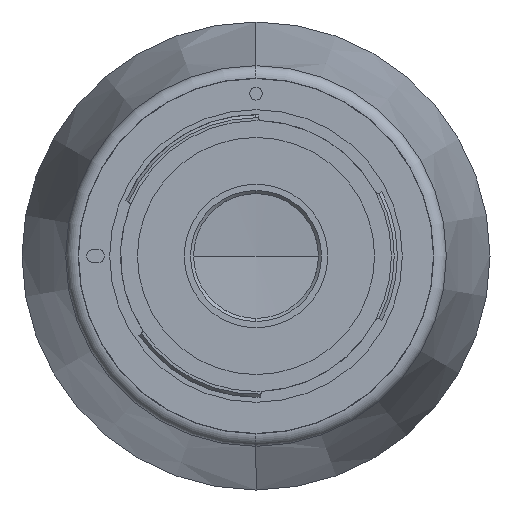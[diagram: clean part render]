
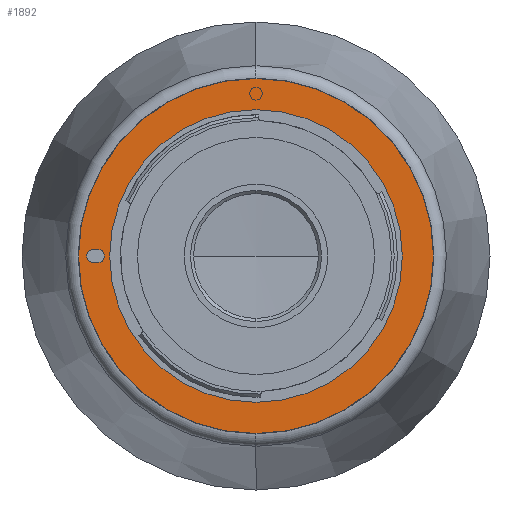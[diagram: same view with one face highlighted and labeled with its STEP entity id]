
A CAD part, left-side view. The second image highlights one B-rep face of the part: STEP entity #1892.
In plain terms, the highlighted planar face has unit normal (-1, 0, 0).
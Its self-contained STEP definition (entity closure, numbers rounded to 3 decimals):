
#262 = FACE_OUTER_BOUND ( 'NONE', #5855, .T. ) ;
#360 = DIRECTION ( 'NONE',  ( 0., 0., -1. ) ) ;
#452 = CARTESIAN_POINT ( 'NONE',  ( -59.587, 0., -23.45 ) ) ;
#739 = CARTESIAN_POINT ( 'NONE',  ( -59.587, 0., 28.45 ) ) ;
#761 = DIRECTION ( 'NONE',  ( 1., 0., 0. ) ) ;
#833 = CARTESIAN_POINT ( 'NONE',  ( -59.587, 0., -28.45 ) ) ;
#891 = LINE ( 'NONE', #6098, #3431 ) ;
#903 = EDGE_CURVE ( 'NONE', #1880, #3678, #4680, .T. ) ;
#912 = CARTESIAN_POINT ( 'NONE',  ( -59.587, 0., 0. ) ) ;
#1000 = AXIS2_PLACEMENT_3D ( 'NONE', #6419, #3388, #360 ) ;
#1003 = VERTEX_POINT ( 'NONE', #3800 ) ;
#1033 = EDGE_CURVE ( 'NONE', #3806, #3461, #6099, .T. ) ;
#1085 = DIRECTION ( 'NONE',  ( -1., 0., 0. ) ) ;
#1315 = CIRCLE ( 'NONE', #1408, 1.05 ) ;
#1324 = DIRECTION ( 'NONE',  ( -1., 0., 0. ) ) ;
#1357 = VERTEX_POINT ( 'NONE', #1622 ) ;
#1385 = EDGE_CURVE ( 'NONE', #1003, #6468, #6146, .T. ) ;
#1408 = AXIS2_PLACEMENT_3D ( 'NONE', #5593, #2565, #6105 ) ;
#1444 = DIRECTION ( 'NONE',  ( 0., 0., -1. ) ) ;
#1537 = VERTEX_POINT ( 'NONE', #2273 ) ;
#1622 = CARTESIAN_POINT ( 'NONE',  ( -59.587, 26.05, -1.05 ) ) ;
#1880 = VERTEX_POINT ( 'NONE', #739 ) ;
#1892 = ADVANCED_FACE ( 'NONE', ( #4155, #5655, #262 ), #4782, .F. ) ;
#1952 = EDGE_CURVE ( 'NONE', #3678, #1880, #2320, .T. ) ;
#2133 = ORIENTED_EDGE ( 'NONE', *, *, #1033, .F. ) ;
#2227 = AXIS2_PLACEMENT_3D ( 'NONE', #912, #4454, #1444 ) ;
#2260 = VECTOR ( 'NONE', #4644, 1000. ) ;
#2273 = CARTESIAN_POINT ( 'NONE',  ( -59.587, 25.35, -1.05 ) ) ;
#2320 = CIRCLE ( 'NONE', #5676, 28.45 ) ;
#2408 = CARTESIAN_POINT ( 'NONE',  ( -59.587, 26.05, 1.05 ) ) ;
#2565 = DIRECTION ( 'NONE',  ( -1., 0., 0. ) ) ;
#2643 = ORIENTED_EDGE ( 'NONE', *, *, #4937, .F. ) ;
#2771 = EDGE_CURVE ( 'NONE', #1537, #1003, #1315, .T. ) ;
#2774 = ORIENTED_EDGE ( 'NONE', *, *, #3765, .F. ) ;
#2820 = DIRECTION ( 'NONE',  ( -1., 0., 0. ) ) ;
#2924 = ORIENTED_EDGE ( 'NONE', *, *, #4553, .F. ) ;
#3388 = DIRECTION ( 'NONE',  ( -1., 0., 0. ) ) ;
#3431 = VECTOR ( 'NONE', #5590, 1000. ) ;
#3461 = VERTEX_POINT ( 'NONE', #6115 ) ;
#3657 = ORIENTED_EDGE ( 'NONE', *, *, #1952, .T. ) ;
#3678 = VERTEX_POINT ( 'NONE', #833 ) ;
#3765 = EDGE_CURVE ( 'NONE', #3461, #3806, #4024, .T. ) ;
#3781 = CARTESIAN_POINT ( 'NONE',  ( -59.587, -23.45, 0. ) ) ;
#3800 = CARTESIAN_POINT ( 'NONE',  ( -59.587, 25.35, 1.05 ) ) ;
#3806 = VERTEX_POINT ( 'NONE', #452 ) ;
#4024 = CIRCLE ( 'NONE', #2227, 23.45 ) ;
#4050 = ORIENTED_EDGE ( 'NONE', *, *, #903, .T. ) ;
#4129 = CARTESIAN_POINT ( 'NONE',  ( -59.587, 26.05, 0. ) ) ;
#4155 = FACE_BOUND ( 'NONE', #6246, .T. ) ;
#4289 = DIRECTION ( 'NONE',  ( 0., 0., 1. ) ) ;
#4347 = CARTESIAN_POINT ( 'NONE',  ( -59.587, 0., 0. ) ) ;
#4454 = DIRECTION ( 'NONE',  ( -1., 0., 0. ) ) ;
#4553 = EDGE_CURVE ( 'NONE', #1357, #1537, #891, .T. ) ;
#4588 = AXIS2_PLACEMENT_3D ( 'NONE', #4129, #1085, #4635 ) ;
#4635 = DIRECTION ( 'NONE',  ( 0., 0., -1. ) ) ;
#4644 = DIRECTION ( 'NONE',  ( 0., 1., 0. ) ) ;
#4662 = EDGE_LOOP ( 'NONE', ( #2133, #2774 ) ) ;
#4680 = CIRCLE ( 'NONE', #1000, 28.45 ) ;
#4782 = PLANE ( 'NONE',  #4997 ) ;
#4863 = DIRECTION ( 'NONE',  ( 0., 0., -1. ) ) ;
#4937 = EDGE_CURVE ( 'NONE', #6468, #1357, #5473, .T. ) ;
#4963 = ORIENTED_EDGE ( 'NONE', *, *, #2771, .F. ) ;
#4997 = AXIS2_PLACEMENT_3D ( 'NONE', #3781, #761, #4289 ) ;
#5174 = CARTESIAN_POINT ( 'NONE',  ( -59.587, 25.35, 1.05 ) ) ;
#5472 = ORIENTED_EDGE ( 'NONE', *, *, #1385, .F. ) ;
#5473 = CIRCLE ( 'NONE', #4588, 1.05 ) ;
#5590 = DIRECTION ( 'NONE',  ( 0., -1., 0. ) ) ;
#5593 = CARTESIAN_POINT ( 'NONE',  ( -59.587, 25.35, 0. ) ) ;
#5655 = FACE_BOUND ( 'NONE', #4662, .T. ) ;
#5676 = AXIS2_PLACEMENT_3D ( 'NONE', #5842, #2820, #6353 ) ;
#5842 = CARTESIAN_POINT ( 'NONE',  ( -59.587, 0., 0. ) ) ;
#5855 = EDGE_LOOP ( 'NONE', ( #3657, #4050 ) ) ;
#6093 = AXIS2_PLACEMENT_3D ( 'NONE', #4347, #1324, #4863 ) ;
#6098 = CARTESIAN_POINT ( 'NONE',  ( -59.587, 25.35, -1.05 ) ) ;
#6099 = CIRCLE ( 'NONE', #6093, 23.45 ) ;
#6105 = DIRECTION ( 'NONE',  ( 0., 0., -1. ) ) ;
#6115 = CARTESIAN_POINT ( 'NONE',  ( -59.587, 0., 23.45 ) ) ;
#6146 = LINE ( 'NONE', #5174, #2260 ) ;
#6246 = EDGE_LOOP ( 'NONE', ( #5472, #4963, #2924, #2643 ) ) ;
#6353 = DIRECTION ( 'NONE',  ( 0., 0., -1. ) ) ;
#6419 = CARTESIAN_POINT ( 'NONE',  ( -59.587, 0., 0. ) ) ;
#6468 = VERTEX_POINT ( 'NONE', #2408 ) ;
